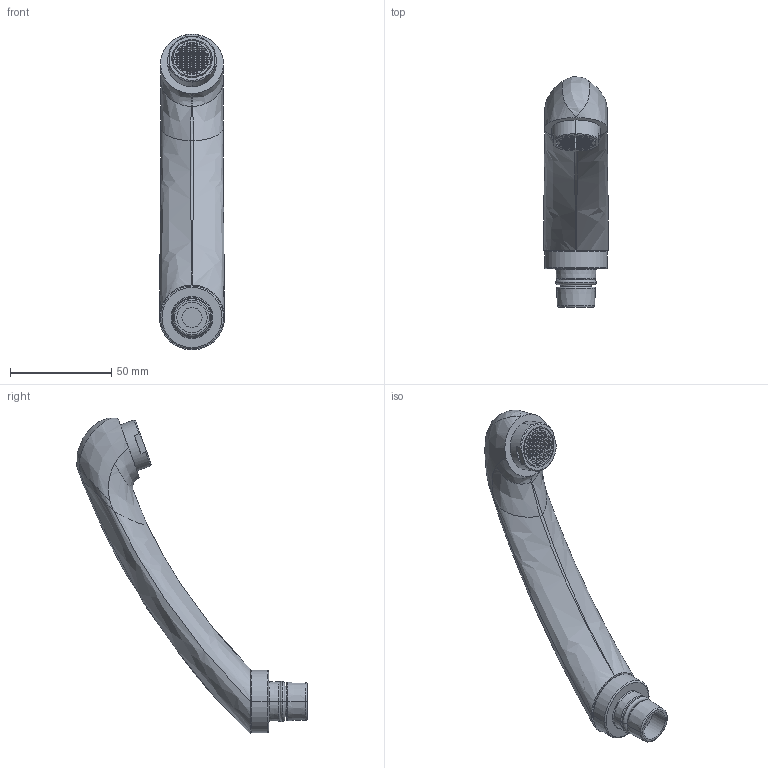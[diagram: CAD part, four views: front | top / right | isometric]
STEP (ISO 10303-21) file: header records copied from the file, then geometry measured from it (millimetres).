
FILE_DESCRIPTION((''),'2;1');
FILE_NAME('ZDOC014CR','2021-11-12T08:39:32',('ut3'),('PAFFONI SpA'),'CREO PARAMETRIC BY PTC INC, 2020044','CREO PARAMETRIC BY PTC INC, 2020044','');
FILE_SCHEMA(('CONFIG_CONTROL_DESIGN','SHAPE_APPEARANCE_LAYERS_GROUPS'));
Length unit declared in the file: millimetre
Products named in the file (1): ZDOC014CR
Bounding box: 32 x 113.47 x 155.72 mm (x, y, z)
Surface area: 22021.5 mm2 (no closed solid volume)
Topology: 0 solids, 10 shells, 971 faces, 3602 edges, 2639 vertices
Faces by surface type: plane 896, cylinder 29, bspline 18, torus 16, cone 12
Entity records: 40392 total; most frequent: CARTESIAN_POINT 8177, ORIENTED_EDGE 5950, DIRECTION 5926, EDGE_CURVE 3602, VECTOR 3078, LINE 3078, VERTEX_POINT 2639, EDGE_LOOP 1466
